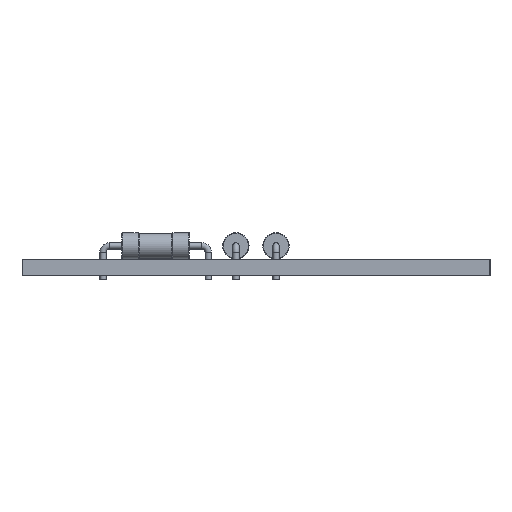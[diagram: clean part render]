
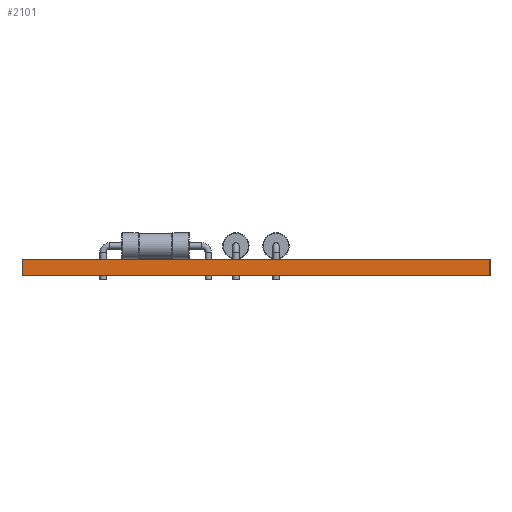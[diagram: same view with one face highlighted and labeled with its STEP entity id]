
A CAD part, left-side view. The second image highlights one B-rep face of the part: STEP entity #2101.
In plain terms, the highlighted planar face has unit normal (-1, 0, 0).
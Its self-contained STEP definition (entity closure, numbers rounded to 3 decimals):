
#235=PLANE('',#2392);
#318=FACE_OUTER_BOUND('',#416,.T.);
#416=EDGE_LOOP('',(#1715,#1716,#1717,#1718));
#666=LINE('',#3575,#782);
#674=LINE('',#3590,#790);
#675=LINE('',#3592,#791);
#676=LINE('',#3593,#792);
#782=VECTOR('',#2960,10.);
#790=VECTOR('',#2972,10.);
#791=VECTOR('',#2975,10.);
#792=VECTOR('',#2976,10.);
#1104=VERTEX_POINT('',#3572);
#1105=VERTEX_POINT('',#3574);
#1109=VERTEX_POINT('',#3586);
#1110=VERTEX_POINT('',#3588);
#1358=EDGE_CURVE('',#1104,#1105,#666,.T.);
#1366=EDGE_CURVE('',#1109,#1110,#674,.T.);
#1367=EDGE_CURVE('',#1104,#1109,#675,.T.);
#1368=EDGE_CURVE('',#1105,#1110,#676,.T.);
#1715=ORIENTED_EDGE('',*,*,#1367,.T.);
#1716=ORIENTED_EDGE('',*,*,#1366,.T.);
#1717=ORIENTED_EDGE('',*,*,#1368,.F.);
#1718=ORIENTED_EDGE('',*,*,#1358,.F.);
#2101=ADVANCED_FACE('',(#318),#235,.T.);
#2392=AXIS2_PLACEMENT_3D('',#3591,#2973,#2974);
#2960=DIRECTION('',(0.,0.,1.));
#2972=DIRECTION('',(0.,0.,1.));
#2973=DIRECTION('center_axis',(-1.,0.,0.));
#2974=DIRECTION('ref_axis',(0.,-1.,0.));
#2975=DIRECTION('',(0.,-1.,0.));
#2976=DIRECTION('',(0.,-1.,0.));
#3572=CARTESIAN_POINT('',(0.,44.44,0.));
#3574=CARTESIAN_POINT('',(0.,44.44,1.57));
#3575=CARTESIAN_POINT('',(0.,44.44,0.));
#3586=CARTESIAN_POINT('',(0.,0.,0.));
#3588=CARTESIAN_POINT('',(0.,0.,1.57));
#3590=CARTESIAN_POINT('',(0.,0.,0.));
#3591=CARTESIAN_POINT('Origin',(0.,44.44,0.));
#3592=CARTESIAN_POINT('',(0.,44.44,0.));
#3593=CARTESIAN_POINT('',(0.,44.44,1.57));
